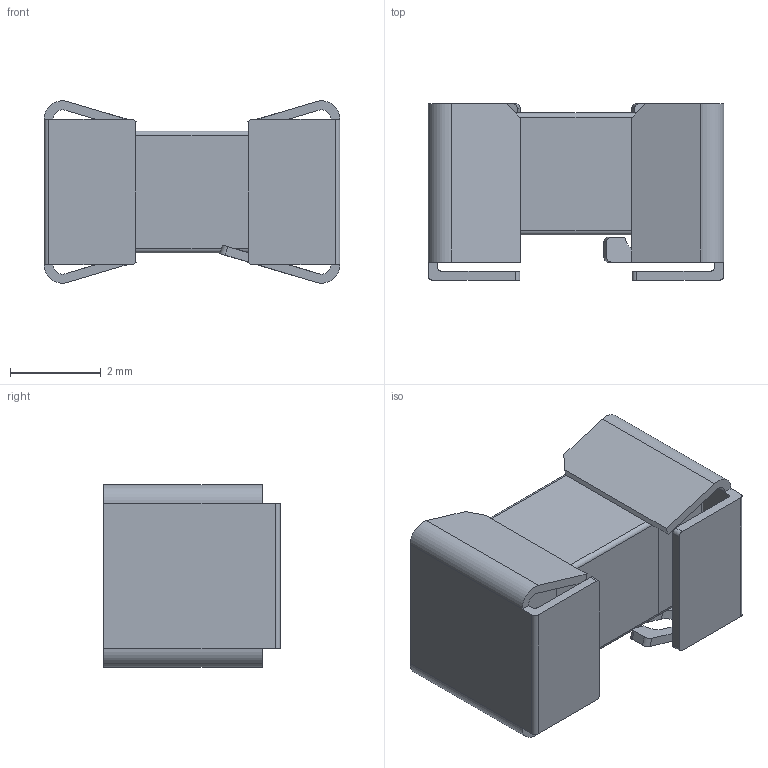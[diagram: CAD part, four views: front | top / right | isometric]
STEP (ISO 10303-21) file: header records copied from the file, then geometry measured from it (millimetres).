
FILE_DESCRIPTION(/* description */ ('Unknown'),/* implementation_level */ '2;1');
FILE_NAME(/* name */ '0157010.DR',/* time_stamp */ '2022-11-25T06:42:13+02:00',/* author */ ('Unknown'),/* organization */ ('Unknown'),/* preprocessor_version */ 'ST-DEVELOPER v18.102',/* originating_system */ 'Solid Edge',/* authorisation */ 'Unknown');
FILE_SCHEMA (('AUTOMOTIVE_DESIGN {1 0 10303 214 3 1 1}'));
Length unit declared in the file: millimetre
Products named in the file (1): 0157010.DR
Bounding box: 6.53 x 3.9 x 4.03 mm (x, y, z)
Volume: 57.3 mm3; surface area: 221.3 mm2
Topology: 3 solids, 3 shells, 105 faces, 265 edges, 158 vertices
Faces by surface type: plane 53, cylinder 44, sphere 8
Entity records: 3380 total; most frequent: DIRECTION 550, CARTESIAN_POINT 521, ORIENTED_EDGE 514, EDGE_CURVE 257, AXIS2_PLACEMENT_3D 187, LINE 176, VECTOR 176, VERTEX_POINT 158
